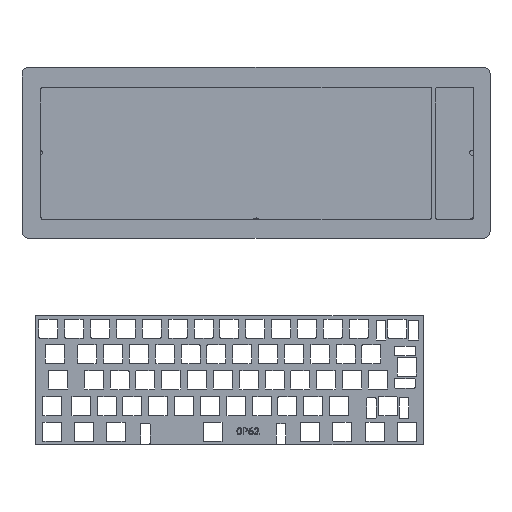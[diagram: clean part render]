
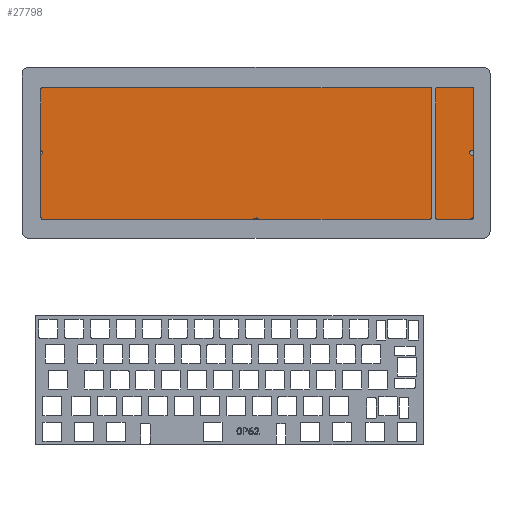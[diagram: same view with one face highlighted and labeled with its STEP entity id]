
A CAD part, top view. The second image highlights one B-rep face of the part: STEP entity #27798.
In plain terms, the highlighted planar face has unit normal (0, 0, 1).
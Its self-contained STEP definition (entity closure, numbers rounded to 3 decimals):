
#26843=CARTESIAN_POINT('',(-0.75,0.75,5.));
#26844=VERTEX_POINT('',#26843);
#26851=CARTESIAN_POINT('',(325.8,0.75,5.));
#26852=VERTEX_POINT('',#26851);
#26853=CARTESIAN_POINT('',(-0.75,0.75,5.));
#26854=DIRECTION('',(1.,0.,-0.));
#26855=VECTOR('',#26854,326.55);
#26856=LINE('',#26853,#26855);
#26857=EDGE_CURVE('',#26844,#26852,#26856,.T.);
#27608=CARTESIAN_POINT('',(0.,0.,5.));
#27609=DIRECTION('',(0.,0.,1.));
#27610=DIRECTION('',(1.,0.,0.));
#27611=AXIS2_PLACEMENT_3D('',#27608,#27609,#27610);
#27612=PLANE('',#27611);
#27613=CARTESIAN_POINT('',(320.05,-3.,5.));
#27614=VERTEX_POINT('',#27613);
#27615=CARTESIAN_POINT('',(324.05,-3.,5.));
#27616=VERTEX_POINT('',#27615);
#27617=CARTESIAN_POINT('',(322.05,-3.,5.));
#27618=DIRECTION('',(0.,0.,1.));
#27619=DIRECTION('',(1.,0.,-0.));
#27620=AXIS2_PLACEMENT_3D('',#27617,#27618,#27619);
#27621=CIRCLE('',#27620,2.);
#27622=EDGE_CURVE('',#27614,#27616,#27621,.T.);
#27623=ORIENTED_EDGE('',*,*,#27622,.F.);
#27624=CARTESIAN_POINT('',(322.05,-3.,5.));
#27625=DIRECTION('',(0.,0.,1.));
#27626=DIRECTION('',(1.,0.,-0.));
#27627=AXIS2_PLACEMENT_3D('',#27624,#27625,#27626);
#27628=CIRCLE('',#27627,2.);
#27629=EDGE_CURVE('',#27616,#27614,#27628,.T.);
#27630=ORIENTED_EDGE('',*,*,#27629,.F.);
#27631=EDGE_LOOP('',(#27623,#27630));
#27632=FACE_BOUND('',#27631,.T.);
#27633=CARTESIAN_POINT('',(320.05,-53.,5.));
#27634=VERTEX_POINT('',#27633);
#27635=CARTESIAN_POINT('',(324.05,-53.,5.));
#27636=VERTEX_POINT('',#27635);
#27637=CARTESIAN_POINT('',(322.05,-53.,5.));
#27638=DIRECTION('',(0.,0.,1.));
#27639=DIRECTION('',(1.,0.,-0.));
#27640=AXIS2_PLACEMENT_3D('',#27637,#27638,#27639);
#27641=CIRCLE('',#27640,2.);
#27642=EDGE_CURVE('',#27634,#27636,#27641,.T.);
#27643=ORIENTED_EDGE('',*,*,#27642,.F.);
#27644=CARTESIAN_POINT('',(322.05,-53.,5.));
#27645=DIRECTION('',(0.,0.,1.));
#27646=DIRECTION('',(1.,0.,-0.));
#27647=AXIS2_PLACEMENT_3D('',#27644,#27645,#27646);
#27648=CIRCLE('',#27647,2.);
#27649=EDGE_CURVE('',#27636,#27634,#27648,.T.);
#27650=ORIENTED_EDGE('',*,*,#27649,.F.);
#27651=EDGE_LOOP('',(#27643,#27650));
#27652=FACE_BOUND('',#27651,.T.);
#27653=CARTESIAN_POINT('',(320.05,-103.05,5.));
#27654=VERTEX_POINT('',#27653);
#27655=CARTESIAN_POINT('',(324.05,-103.05,5.));
#27656=VERTEX_POINT('',#27655);
#27657=CARTESIAN_POINT('',(322.05,-103.05,5.));
#27658=DIRECTION('',(0.,0.,1.));
#27659=DIRECTION('',(1.,0.,-0.));
#27660=AXIS2_PLACEMENT_3D('',#27657,#27658,#27659);
#27661=CIRCLE('',#27660,2.);
#27662=EDGE_CURVE('',#27654,#27656,#27661,.T.);
#27663=ORIENTED_EDGE('',*,*,#27662,.F.);
#27664=CARTESIAN_POINT('',(322.05,-103.05,5.));
#27665=DIRECTION('',(0.,0.,1.));
#27666=DIRECTION('',(1.,0.,-0.));
#27667=AXIS2_PLACEMENT_3D('',#27664,#27665,#27666);
#27668=CIRCLE('',#27667,2.);
#27669=EDGE_CURVE('',#27656,#27654,#27668,.T.);
#27670=ORIENTED_EDGE('',*,*,#27669,.F.);
#27671=EDGE_LOOP('',(#27663,#27670));
#27672=FACE_BOUND('',#27671,.T.);
#27673=CARTESIAN_POINT('',(160.525,-103.05,5.));
#27674=VERTEX_POINT('',#27673);
#27675=CARTESIAN_POINT('',(164.525,-103.05,5.));
#27676=VERTEX_POINT('',#27675);
#27677=CARTESIAN_POINT('',(162.525,-103.05,5.));
#27678=DIRECTION('',(0.,0.,1.));
#27679=DIRECTION('',(1.,0.,-0.));
#27680=AXIS2_PLACEMENT_3D('',#27677,#27678,#27679);
#27681=CIRCLE('',#27680,2.);
#27682=EDGE_CURVE('',#27674,#27676,#27681,.T.);
#27683=ORIENTED_EDGE('',*,*,#27682,.F.);
#27684=CARTESIAN_POINT('',(162.525,-103.05,5.));
#27685=DIRECTION('',(0.,0.,1.));
#27686=DIRECTION('',(1.,0.,-0.));
#27687=AXIS2_PLACEMENT_3D('',#27684,#27685,#27686);
#27688=CIRCLE('',#27687,2.);
#27689=EDGE_CURVE('',#27676,#27674,#27688,.T.);
#27690=ORIENTED_EDGE('',*,*,#27689,.F.);
#27691=EDGE_LOOP('',(#27683,#27690));
#27692=FACE_BOUND('',#27691,.T.);
#27693=CARTESIAN_POINT('',(160.525,-3.,5.));
#27694=VERTEX_POINT('',#27693);
#27695=CARTESIAN_POINT('',(164.525,-3.,5.));
#27696=VERTEX_POINT('',#27695);
#27697=CARTESIAN_POINT('',(162.525,-3.,5.));
#27698=DIRECTION('',(0.,0.,1.));
#27699=DIRECTION('',(1.,0.,-0.));
#27700=AXIS2_PLACEMENT_3D('',#27697,#27698,#27699);
#27701=CIRCLE('',#27700,2.);
#27702=EDGE_CURVE('',#27694,#27696,#27701,.T.);
#27703=ORIENTED_EDGE('',*,*,#27702,.F.);
#27704=CARTESIAN_POINT('',(162.525,-3.,5.));
#27705=DIRECTION('',(0.,0.,1.));
#27706=DIRECTION('',(1.,0.,-0.));
#27707=AXIS2_PLACEMENT_3D('',#27704,#27705,#27706);
#27708=CIRCLE('',#27707,2.);
#27709=EDGE_CURVE('',#27696,#27694,#27708,.T.);
#27710=ORIENTED_EDGE('',*,*,#27709,.F.);
#27711=EDGE_LOOP('',(#27703,#27710));
#27712=FACE_BOUND('',#27711,.T.);
#27713=CARTESIAN_POINT('',(1.,-103.05,5.));
#27714=VERTEX_POINT('',#27713);
#27715=CARTESIAN_POINT('',(5.,-103.05,5.));
#27716=VERTEX_POINT('',#27715);
#27717=CARTESIAN_POINT('',(3.,-103.05,5.));
#27718=DIRECTION('',(0.,0.,1.));
#27719=DIRECTION('',(1.,0.,-0.));
#27720=AXIS2_PLACEMENT_3D('',#27717,#27718,#27719);
#27721=CIRCLE('',#27720,2.);
#27722=EDGE_CURVE('',#27714,#27716,#27721,.T.);
#27723=ORIENTED_EDGE('',*,*,#27722,.F.);
#27724=CARTESIAN_POINT('',(3.,-103.05,5.));
#27725=DIRECTION('',(0.,0.,1.));
#27726=DIRECTION('',(1.,0.,-0.));
#27727=AXIS2_PLACEMENT_3D('',#27724,#27725,#27726);
#27728=CIRCLE('',#27727,2.);
#27729=EDGE_CURVE('',#27716,#27714,#27728,.T.);
#27730=ORIENTED_EDGE('',*,*,#27729,.F.);
#27731=EDGE_LOOP('',(#27723,#27730));
#27732=FACE_BOUND('',#27731,.T.);
#27733=CARTESIAN_POINT('',(1.,-53.,5.));
#27734=VERTEX_POINT('',#27733);
#27735=CARTESIAN_POINT('',(5.,-53.,5.));
#27736=VERTEX_POINT('',#27735);
#27737=CARTESIAN_POINT('',(3.,-53.,5.));
#27738=DIRECTION('',(0.,0.,1.));
#27739=DIRECTION('',(1.,0.,-0.));
#27740=AXIS2_PLACEMENT_3D('',#27737,#27738,#27739);
#27741=CIRCLE('',#27740,2.);
#27742=EDGE_CURVE('',#27734,#27736,#27741,.T.);
#27743=ORIENTED_EDGE('',*,*,#27742,.F.);
#27744=CARTESIAN_POINT('',(3.,-53.,5.));
#27745=DIRECTION('',(0.,0.,1.));
#27746=DIRECTION('',(1.,0.,-0.));
#27747=AXIS2_PLACEMENT_3D('',#27744,#27745,#27746);
#27748=CIRCLE('',#27747,2.);
#27749=EDGE_CURVE('',#27736,#27734,#27748,.T.);
#27750=ORIENTED_EDGE('',*,*,#27749,.F.);
#27751=EDGE_LOOP('',(#27743,#27750));
#27752=FACE_BOUND('',#27751,.T.);
#27753=CARTESIAN_POINT('',(1.,-3.,5.));
#27754=VERTEX_POINT('',#27753);
#27755=CARTESIAN_POINT('',(5.,-3.,5.));
#27756=VERTEX_POINT('',#27755);
#27757=CARTESIAN_POINT('',(3.,-3.,5.));
#27758=DIRECTION('',(0.,0.,1.));
#27759=DIRECTION('',(1.,0.,-0.));
#27760=AXIS2_PLACEMENT_3D('',#27757,#27758,#27759);
#27761=CIRCLE('',#27760,2.);
#27762=EDGE_CURVE('',#27754,#27756,#27761,.T.);
#27763=ORIENTED_EDGE('',*,*,#27762,.F.);
#27764=CARTESIAN_POINT('',(3.,-3.,5.));
#27765=DIRECTION('',(0.,0.,1.));
#27766=DIRECTION('',(1.,0.,-0.));
#27767=AXIS2_PLACEMENT_3D('',#27764,#27765,#27766);
#27768=CIRCLE('',#27767,2.);
#27769=EDGE_CURVE('',#27756,#27754,#27768,.T.);
#27770=ORIENTED_EDGE('',*,*,#27769,.F.);
#27771=EDGE_LOOP('',(#27763,#27770));
#27772=FACE_BOUND('',#27771,.T.);
#27773=CARTESIAN_POINT('',(325.8,-106.8,5.));
#27774=VERTEX_POINT('',#27773);
#27775=CARTESIAN_POINT('',(325.8,0.75,5.));
#27776=DIRECTION('',(0.,-1.,0.));
#27777=VECTOR('',#27776,107.55);
#27778=LINE('',#27775,#27777);
#27779=EDGE_CURVE('',#26852,#27774,#27778,.T.);
#27780=ORIENTED_EDGE('',*,*,#27779,.F.);
#27781=ORIENTED_EDGE('',*,*,#26857,.F.);
#27782=CARTESIAN_POINT('',(-0.75,-106.8,5.));
#27783=VERTEX_POINT('',#27782);
#27784=CARTESIAN_POINT('',(-0.75,-106.8,5.));
#27785=DIRECTION('',(0.,1.,0.));
#27786=VECTOR('',#27785,107.55);
#27787=LINE('',#27784,#27786);
#27788=EDGE_CURVE('',#27783,#26844,#27787,.T.);
#27789=ORIENTED_EDGE('',*,*,#27788,.F.);
#27790=CARTESIAN_POINT('',(325.8,-106.8,5.));
#27791=DIRECTION('',(-1.,0.,0.));
#27792=VECTOR('',#27791,326.55);
#27793=LINE('',#27790,#27792);
#27794=EDGE_CURVE('',#27774,#27783,#27793,.T.);
#27795=ORIENTED_EDGE('',*,*,#27794,.F.);
#27796=EDGE_LOOP('',(#27780,#27781,#27789,#27795));
#27797=FACE_BOUND('',#27796,.T.);
#27798=ADVANCED_FACE('',(#27632,#27652,#27672,#27692,#27712,#27732,#27752,#27772,#27797),#27612,.T.);
